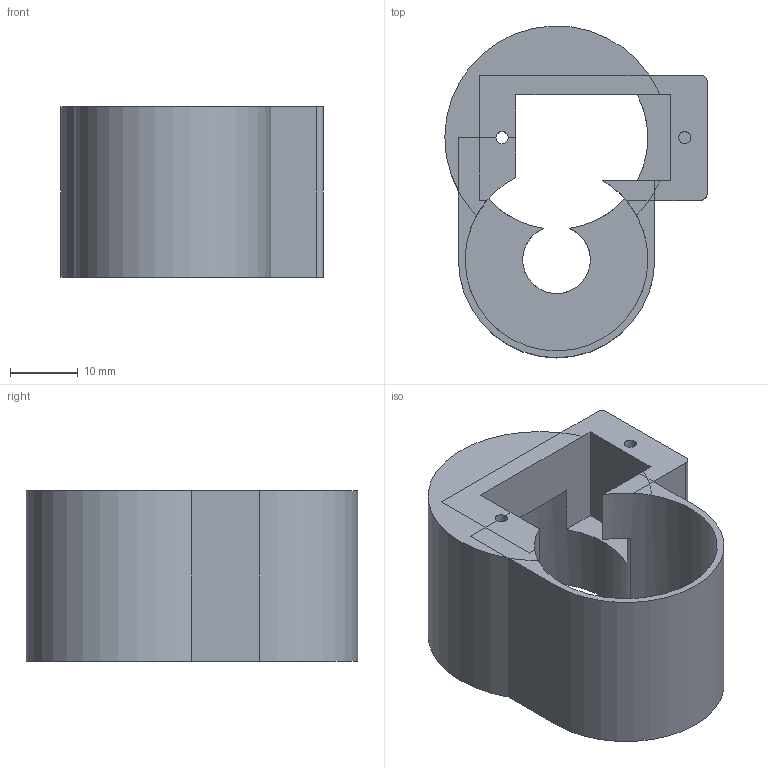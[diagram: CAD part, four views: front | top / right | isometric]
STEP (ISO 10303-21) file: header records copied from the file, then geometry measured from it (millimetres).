
FILE_DESCRIPTION(('FreeCAD Model'),'2;1');
FILE_NAME('Open CASCADE Shape Model','2024-11-27T00:24:53',(''),(''), 'Open CASCADE STEP processor 7.8','FreeCAD','Unknown');
FILE_SCHEMA(('AUTOMOTIVE_DESIGN { 1 0 10303 214 1 1 1 1 }'));
Length unit declared in the file: millimetre
Products named in the file (2): Base; Body
Assembly tree (1 placements, depth 2):
  Base
    Body
Bounding box: 38.75 x 48.99 x 25.15 mm (x, y, z)
Volume: 11913.4 mm3; surface area: 9024.2 mm2
Topology: 1 solids, 1 shells, 46 faces, 127 edges, 81 vertices
Faces by surface type: plane 34, cylinder 12
Full cylindrical faces by diameter (mm): 1.8 x2
Entity records: 1527 total; most frequent: DIRECTION 277, CARTESIAN_POINT 256, ORIENTED_EDGE 254, EDGE_CURVE 127, AXIS2_PLACEMENT_3D 102, VERTEX_POINT 81, LINE 73, VECTOR 73
